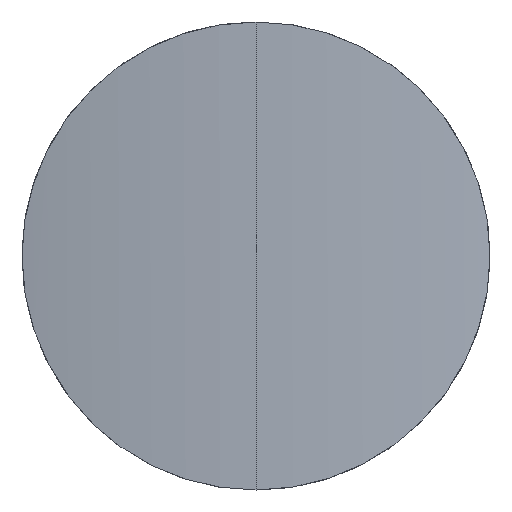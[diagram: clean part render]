
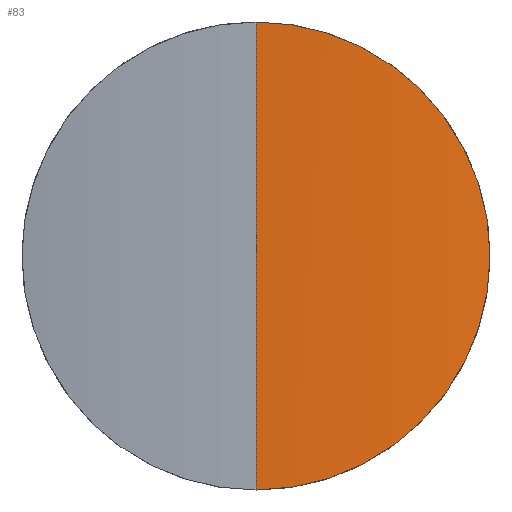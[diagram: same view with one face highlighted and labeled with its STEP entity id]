
A CAD part, left-side view. The second image highlights one B-rep face of the part: STEP entity #83.
In plain terms, the highlighted cylindrical face has radius 63.825 mm (diameter 127.65 mm), a partial arc.
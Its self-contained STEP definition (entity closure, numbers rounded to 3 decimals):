
#1 = VERTEX_POINT ( 'NONE', #11 ) ;
#2 = CARTESIAN_POINT ( 'NONE',  ( 0.398, -7.125, 2.411 ) ) ;
#5 = CARTESIAN_POINT ( 'NONE',  ( 0., -0.774, 0. ) ) ;
#10 = CARTESIAN_POINT ( 'NONE',  ( 1.026, -11.4, 14.358 ) ) ;
#11 = CARTESIAN_POINT ( 'NONE',  ( 0., 0., 23.4 ) ) ;
#12 = CARTESIAN_POINT ( 'NONE',  ( 1.082, -11.7, 10.926 ) ) ;
#14 = CARTESIAN_POINT ( 'NONE',  ( 0.811, -10.154, 17.562 ) ) ;
#17 = CARTESIAN_POINT ( 'NONE',  ( 1.082, -11.7, 12.474 ) ) ;
#19 = CARTESIAN_POINT ( 'NONE',  ( 1.026, -11.397, 9.026 ) ) ;
#29 = VECTOR ( 'NONE', #334, 1000. ) ;
#43 = CARTESIAN_POINT ( 'NONE',  ( 0.055, -2.674, 23.097 ) ) ;
#45 = CARTESIAN_POINT ( 'NONE',  ( 0.896, -10.657, 6.856 ) ) ;
#48 = CARTESIAN_POINT ( 'NONE',  ( 0.21, -5.188, 22.194 ) ) ;
#50 = CARTESIAN_POINT ( 'NONE',  ( 1.067, -11.624, 10.161 ) ) ;
#58 = FACE_OUTER_BOUND ( 'NONE', #341, .T. ) ;
#72 = CARTESIAN_POINT ( 'NONE',  ( 1.067, -11.624, 13.235 ) ) ;
#83 = ADVANCED_FACE ( 'NONE', ( #58 ), #280, .T. ) ;
#87 = CARTESIAN_POINT ( 'NONE',  ( 0.608, -8.809, 3.962 ) ) ;
#91 = CARTESIAN_POINT ( 'NONE',  ( 0.679, -9.289, 18.825 ) ) ;
#95 = CARTESIAN_POINT ( 'NONE',  ( 0.399, -7.15, 20.993 ) ) ;
#97 = CARTESIAN_POINT ( 'NONE',  ( 0.969, -11.078, 7.918 ) ) ;
#114 = CARTESIAN_POINT ( 'NONE',  ( 0.503, -8.002, 3.156 ) ) ;
#115 = CARTESIAN_POINT ( 'NONE',  ( 0.054, -2.658, 0.3 ) ) ;
#117 = EDGE_CURVE ( 'NONE', #1, #176, #338, .T. ) ;
#118 = ORIENTED_EDGE ( 'NONE', *, *, #351, .T. ) ;
#119 = CARTESIAN_POINT ( 'NONE',  ( 0.183, -4.844, 22.357 ) ) ;
#128 = CARTESIAN_POINT ( 'NONE',  ( 0.111, -3.782, 22.778 ) ) ;
#141 = CARTESIAN_POINT ( 'NONE',  ( 0.208, -5.191, 1.187 ) ) ;
#143 = CARTESIAN_POINT ( 'NONE',  ( 0.014, -1.535, 0.076 ) ) ;
#149 = CARTESIAN_POINT ( 'NONE',  ( 0.269, -5.862, 21.833 ) ) ;
#151 = CARTESIAN_POINT ( 'NONE',  ( 0., 0., 23.4 ) ) ;
#154 = CARTESIAN_POINT ( 'NONE',  ( 0.014, -1.54, 23.324 ) ) ;
#157 = CARTESIAN_POINT ( 'NONE',  ( 0.871, -10.513, 16.891 ) ) ;
#172 = CARTESIAN_POINT ( 'NONE',  ( 0.071, -3.029, 0.392 ) ) ;
#176 = VERTEX_POINT ( 'NONE', #314 ) ;
#185 = CARTESIAN_POINT ( 'NONE',  ( 0.713, -9.518, 18.515 ) ) ;
#199 = CARTESIAN_POINT ( 'NONE',  ( 0.679, -9.293, 4.55 ) ) ;
#208 = CARTESIAN_POINT ( 'NONE',  ( 1.009, -11.302, 8.651 ) ) ;
#211 = CARTESIAN_POINT ( 'NONE',  ( 0.868, -10.494, 6.512 ) ) ;
#220 = DIRECTION ( 'NONE',  ( -1., 0., 0. ) ) ;
#223 = CARTESIAN_POINT ( 'NONE',  ( 63.825, 0., 23.4 ) ) ;
#228 = ORIENTED_EDGE ( 'NONE', *, *, #117, .T. ) ;
#233 = CARTESIAN_POINT ( 'NONE',  ( 0.809, -10.133, 5.839 ) ) ;
#235 = CARTESIAN_POINT ( 'NONE',  ( 0.97, -11.085, 15.464 ) ) ;
#238 = CARTESIAN_POINT ( 'NONE',  ( 1.01, -11.308, 14.729 ) ) ;
#240 = CARTESIAN_POINT ( 'NONE',  ( 0.609, -8.801, 19.419 ) ) ;
#249 = AXIS2_PLACEMENT_3D ( 'NONE', #223, #304, #220 ) ;
#253 = CARTESIAN_POINT ( 'NONE',  ( 0.267, -5.862, 1.546 ) ) ;
#254 = CARTESIAN_POINT ( 'NONE',  ( 0.11, -3.764, 0.615 ) ) ;
#261 = CARTESIAN_POINT ( 'NONE',  ( 0.946, -10.949, 7.559 ) ) ;
#273 = CARTESIAN_POINT ( 'NONE',  ( 0., 0., 23.4 ) ) ;
#280 = CYLINDRICAL_SURFACE ( 'NONE', #249, 63.825 ) ;
#283 = CARTESIAN_POINT ( 'NONE',  ( 0.133, -4.13, 0.746 ) ) ;
#296 = CARTESIAN_POINT ( 'NONE',  ( 0., -0.774, 23.4 ) ) ;
#300 = CARTESIAN_POINT ( 'NONE',  ( 0.574, -8.545, 19.701 ) ) ;
#304 = DIRECTION ( 'NONE',  ( 0., 0., -1. ) ) ;
#314 = CARTESIAN_POINT ( 'NONE',  ( 0., 0., 0. ) ) ;
#315 = CARTESIAN_POINT ( 'NONE',  ( 0., 0., 0. ) ) ;
#327 = CARTESIAN_POINT ( 'NONE',  ( 0.468, -7.738, 20.509 ) ) ;
#330 = CARTESIAN_POINT ( 'NONE',  ( 0.072, -3.05, 23.002 ) ) ;
#334 = DIRECTION ( 'NONE',  ( 0., 0., -1. ) ) ;
#338 = LINE ( 'NONE', #273, #29 ) ;
#341 = EDGE_LOOP ( 'NONE', ( #118, #228 ) ) ;
#342 = CARTESIAN_POINT ( 'NONE',  ( 0.468, -7.719, 2.899 ) ) ;
#346 = CARTESIAN_POINT ( 'NONE',  ( 0.134, -4.141, 22.649 ) ) ;
#348 = CARTESIAN_POINT ( 'NONE',  ( 0.947, -10.954, 15.83 ) ) ;
#351 = EDGE_CURVE ( 'NONE', #176, #1, #359, .T. ) ;
#352 = CARTESIAN_POINT ( 'NONE',  ( 0.3, -6.193, 21.634 ) ) ;
#354 = CARTESIAN_POINT ( 'NONE',  ( 0.778, -9.934, 5.508 ) ) ;
#359 = B_SPLINE_CURVE_WITH_KNOTS ( 'NONE', 3,
 ( #315, #5, #143, #115, #172, #254, #283, #141, #253, #370, #2, #342, #114, #87, #199, #354, #233, #211, #45, #261, #97, #208, #19, #50, #12, #17, #72, #10, #238, #235, #348, #157, #14, #185, #91, #240, #300, #327, #95, #352, #149, #48, #119, #346, #128, #330, #43, #154, #296, #151 ),
 .UNSPECIFIED., .F., .F.,
 ( 4, 2, 2, 2, 2, 2, 2, 2, 2, 2, 2, 2, 2, 2, 2, 2, 2, 2, 2, 2, 2, 2, 2, 2, 4 ),
 ( -0.018, -0.016, -0.015, -0.014, -0.011, -0.01, -0.009, -0.007, -0.006, -0.005, -0.003, -0.002, 0., 0.002, 0.003, 0.005, 0.007, 0.008, 0.009, 0.011, 0.013, 0.014, 0.015, 0.016, 0.018 ),
 .UNSPECIFIED. ) ;
#370 = CARTESIAN_POINT ( 'NONE',  ( 0.364, -6.815, 2.182 ) ) ;
